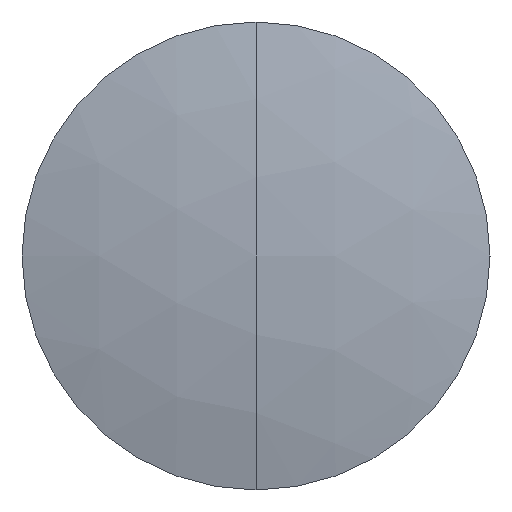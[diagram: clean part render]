
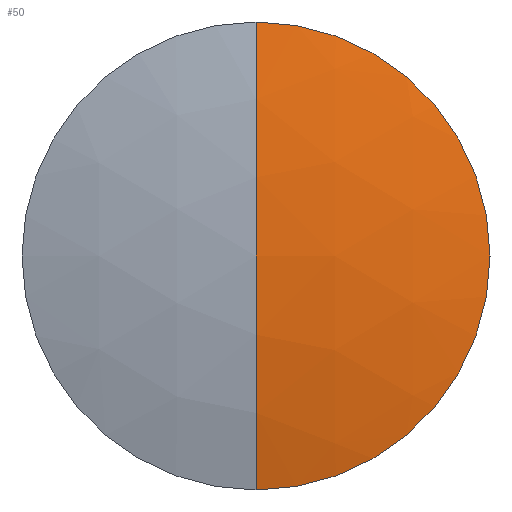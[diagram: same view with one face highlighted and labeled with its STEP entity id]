
A CAD part, left-side view. The second image highlights one B-rep face of the part: STEP entity #50.
In plain terms, the highlighted spherical face has radius 52 mm.
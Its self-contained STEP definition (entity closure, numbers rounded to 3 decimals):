
#5 = EDGE_CURVE ( 'NONE', #327, #46, #310, .T. ) ;
#12 = CARTESIAN_POINT ( 'NONE',  ( 334.017, 0., 0. ) ) ;
#15 = AXIS2_PLACEMENT_3D ( 'NONE', #262, #101, #289 ) ;
#29 = DIRECTION ( 'NONE',  ( 0., -1., 0. ) ) ;
#42 = DIRECTION ( 'NONE',  ( 0., 0., 1. ) ) ;
#46 = VERTEX_POINT ( 'NONE', #192 ) ;
#47 = SPHERICAL_SURFACE ( 'NONE', #189, 52. ) ;
#50 = ADVANCED_FACE ( 'NONE', ( #236 ), #47, .T. ) ;
#59 = CARTESIAN_POINT ( 'NONE',  ( 334.017, 0., 12.7 ) ) ;
#62 = CARTESIAN_POINT ( 'NONE',  ( 384.442, 0., 0. ) ) ;
#92 = DIRECTION ( 'NONE',  ( 0., 0., -1. ) ) ;
#101 = DIRECTION ( 'NONE',  ( 0., 1., 0. ) ) ;
#121 = CARTESIAN_POINT ( 'NONE',  ( 384.442, 0., 0. ) ) ;
#136 = ORIENTED_EDGE ( 'NONE', *, *, #230, .T. ) ;
#137 = ORIENTED_EDGE ( 'NONE', *, *, #233, .F. ) ;
#148 = CARTESIAN_POINT ( 'NONE',  ( 334.017, 0., -12.7 ) ) ;
#164 = DIRECTION ( 'NONE',  ( 0., 0., -1. ) ) ;
#180 = VERTEX_POINT ( 'NONE', #148 ) ;
#189 = AXIS2_PLACEMENT_3D ( 'NONE', #121, #250, #92 ) ;
#192 = CARTESIAN_POINT ( 'NONE',  ( 332.442, 0., 0. ) ) ;
#201 = DIRECTION ( 'NONE',  ( -1., 0., 0. ) ) ;
#220 = CIRCLE ( 'NONE', #347, 12.7 ) ;
#230 = EDGE_CURVE ( 'NONE', #180, #327, #220, .T. ) ;
#233 = EDGE_CURVE ( 'NONE', #180, #46, #300, .T. ) ;
#236 = FACE_OUTER_BOUND ( 'NONE', #308, .T. ) ;
#250 = DIRECTION ( 'NONE',  ( 0., -1., 0. ) ) ;
#262 = CARTESIAN_POINT ( 'NONE',  ( 384.442, 0., 0. ) ) ;
#287 = AXIS2_PLACEMENT_3D ( 'NONE', #62, #29, #164 ) ;
#289 = DIRECTION ( 'NONE',  ( 0., 0., 1. ) ) ;
#300 = CIRCLE ( 'NONE', #15, 52. ) ;
#308 = EDGE_LOOP ( 'NONE', ( #136, #320, #137 ) ) ;
#310 = CIRCLE ( 'NONE', #287, 52. ) ;
#320 = ORIENTED_EDGE ( 'NONE', *, *, #5, .T. ) ;
#327 = VERTEX_POINT ( 'NONE', #59 ) ;
#347 = AXIS2_PLACEMENT_3D ( 'NONE', #12, #201, #42 ) ;
